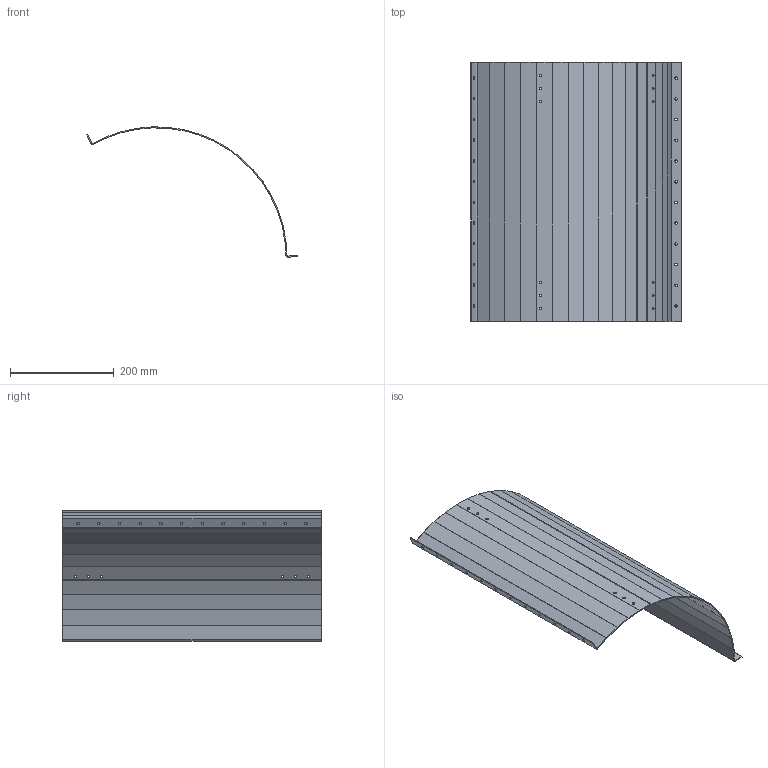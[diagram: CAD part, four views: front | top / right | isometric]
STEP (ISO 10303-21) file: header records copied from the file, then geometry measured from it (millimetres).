
FILE_DESCRIPTION(/* description */ (''),/* implementation_level */ '2;1');
FILE_NAME(/* name */ 'botte_sylinder_tredelt_sheet.stp',/* time_stamp */ '2025-04-16T11:57:31+02:00',/* author */ ('saeth'),/* organization */ (''),/* preprocessor_version */ 'ST-DEVELOPER v20',/* originating_system */ 'Autodesk Inventor 2025',/* authorisation */ '');
FILE_SCHEMA (('AUTOMOTIVE_DESIGN { 1 0 10303 214 3 1 1 }'));
Length unit declared in the file: millimetre
Products named in the file (1): botte_sylinder_tredelt_sheet
Bounding box: 406.76 x 500 x 251.63 mm (x, y, z)
Volume: 561300.8 mm3; surface area: 566659.9 mm2
Topology: 1 solids, 1 shells, 186 faces, 409 edges, 227 vertices
Faces by surface type: plane 114, cylinder 72
Full cylindrical faces by diameter (mm): 4.9 x36
Entity records: 5150 total; most frequent: DIRECTION 928, CARTESIAN_POINT 823, ORIENTED_EDGE 816, EDGE_CURVE 408, AXIS2_PLACEMENT_3D 332, LINE 264, VECTOR 264, EDGE_LOOP 258
